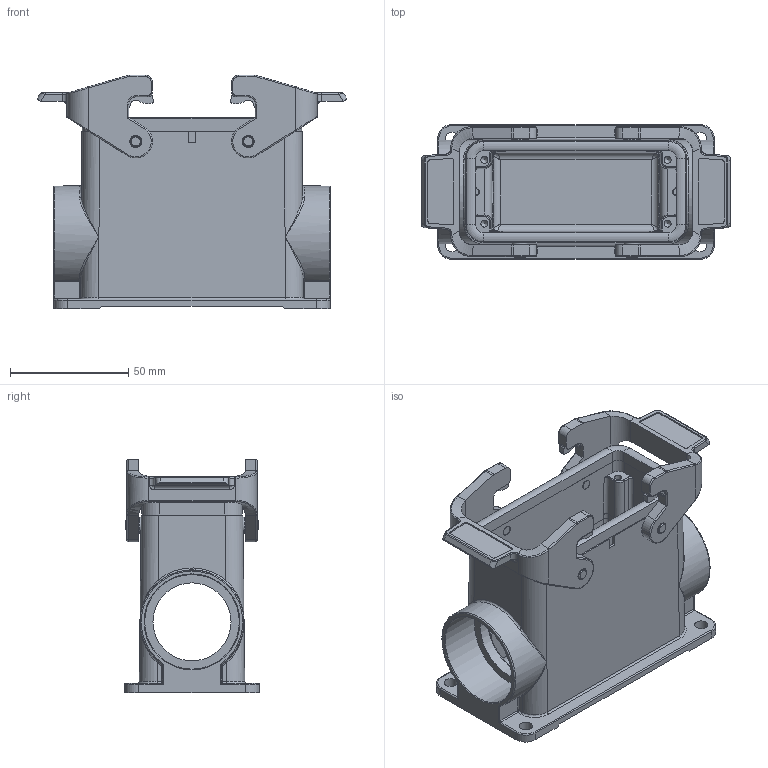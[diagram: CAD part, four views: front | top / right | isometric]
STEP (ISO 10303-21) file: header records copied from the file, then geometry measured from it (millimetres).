
FILE_DESCRIPTION(/* description */ (''),/* implementation_level */ '2;1');
FILE_NAME(/* name */ '100095414ugm000_d.stp',/* time_stamp */ '2017-11-06T09:24:58+01:00',/* author */ (''),/* organization */ (''),/* preprocessor_version */ 'ST-DEVELOPER v16',/* originating_system */ 'SIEMENS PLM Software NX 10.0',/* authorisation */ '');
FILE_SCHEMA (('AUTOMOTIVE_DESIGN { 1 0 10303 214 3 1 1 1 }'));
Length unit declared in the file: millimetre
Products named in the file (1): 100095414ugm000_d
Bounding box: 130.9 x 57 x 98.8 mm (x, y, z)
Volume: 139372.7 mm3; surface area: 70172.9 mm2
Topology: 3 solids, 3 shells, 706 faces, 2356 edges, 2261 vertices
Faces by surface type: plane 276, cylinder 258, bspline 114, torus 30, cone 22, extrusion 6
Full cylindrical faces by diameter (mm): 1.342 x1, 1.969 x1, 3 x4, 4 x4, 4.8 x4, 5.1 x4, 5.6 x4, 7 x4, 33 x2, 40 x2
Entity records: 35309 total; most frequent: CARTESIAN_POINT 10774, DIRECTION 3421, ORIENTED_EDGE 3362, EDGE_CURVE 1681, PRESENTATION_STYLE_ASSIGNMENT 1297, AXIS2_PLACEMENT_3D 1157, VECTOR 1107, LINE 1101
